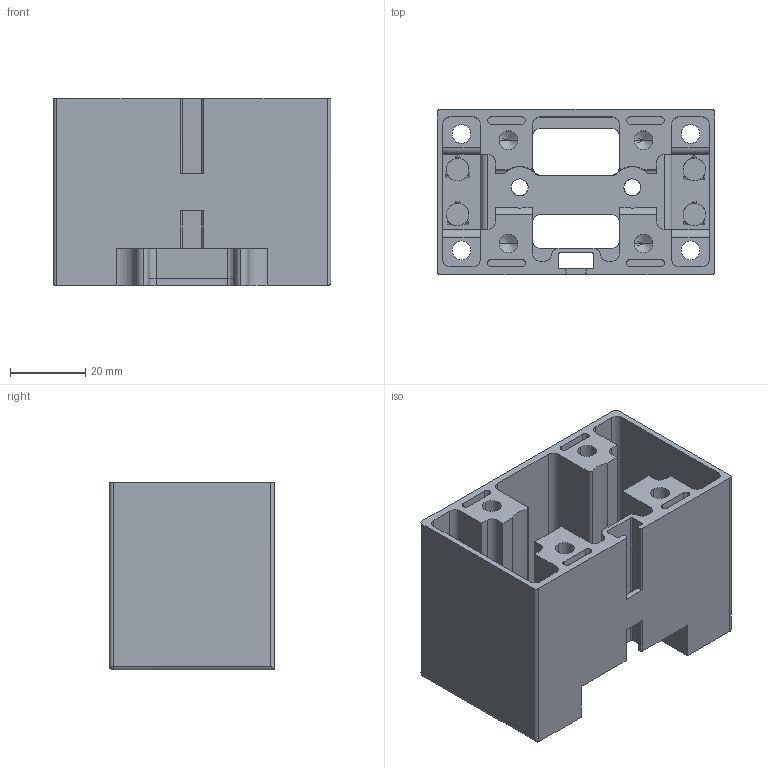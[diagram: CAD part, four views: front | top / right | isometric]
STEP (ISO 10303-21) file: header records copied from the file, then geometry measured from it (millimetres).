
FILE_DESCRIPTION (( 'STEP AP203' ), '1' );
FILE_NAME ('SAXT-104001_Default_sldprt.STEP', '2021-04-17T06:21:46', ( '' ), ( '' ), 'SwSTEP 2.0', 'SolidWorks 2013', '' );
FILE_SCHEMA (( 'CONFIG_CONTROL_DESIGN' ));
Length unit declared in the file: millimetre
Products named in the file (1): SAXT-104001_Default_sldprt
Bounding box: 74 x 44 x 50 mm (x, y, z)
Volume: 57416.6 mm3; surface area: 38163.6 mm2
Topology: 1 solids, 1 shells, 240 faces, 694 edges, 454 vertices
Faces by surface type: cylinder 120, plane 82, cone 32, bspline 6
Entity records: 9361 total; most frequent: CARTESIAN_POINT 3148, ORIENTED_EDGE 1368, DIRECTION 1174, EDGE_CURVE 684, VERTEX_POINT 454, AXIS2_PLACEMENT_3D 414, VECTOR 346, LINE 346
